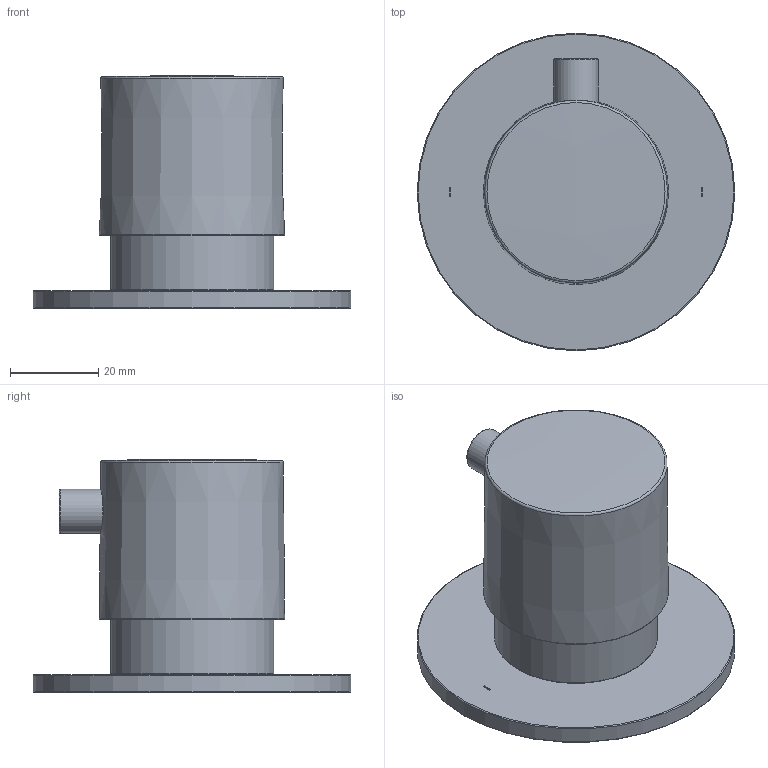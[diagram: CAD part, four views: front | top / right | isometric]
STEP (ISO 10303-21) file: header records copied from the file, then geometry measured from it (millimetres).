
FILE_DESCRIPTION(/* description */ ('Unknown'),/* implementation_level */ '2;1');
FILE_NAME(/* name */ 'CB7080',/* time_stamp */ '2020-03-20T17:21:07+01:00',/* author */ ('Unknown'),/* organization */ ('Unknown'),/* preprocessor_version */ 'ST-DEVELOPER v16.7',/* originating_system */ 'DEX',/* authorisation */ $);
FILE_SCHEMA (('AUTOMOTIVE_DESIGN {1 0 10303 214 3 1 1}'));
Length unit declared in the file: millimetre
Products named in the file (8): CB7080EXT; 073.021.01.10M.70C_17; 073.021.01.10M.70C_18; 073.021.01.10M.70C_19; 073.021.01.10M.70C_20; 073.021.01.10M.70C_21; 073.021.01.10M.70C_22; 073.021.01.10M.70C_23
Assembly tree (7 placements, depth 2):
  CB7080EXT
    073.021.01.10M.70C_17
    073.021.01.10M.70C_18
    073.021.01.10M.70C_19
    073.021.01.10M.70C_20
    073.021.01.10M.70C_21
    073.021.01.10M.70C_22
    073.021.01.10M.70C_23
Bounding box: 72 x 72 x 52.78 mm (x, y, z)
Volume: 34510.4 mm3; surface area: 29479.9 mm2
Topology: 7 solids, 7 shells, 180 faces, 397 edges, 243 vertices
Faces by surface type: cone 62, cylinder 51, plane 47, torus 11, bspline 6, sphere 3
Full cylindrical faces by diameter (mm): 3 x2, 3.5 x2, 4.134 x1, 4.5 x1, 5 x20, 5.2 x1, 10 x1, 15.2 x1, 25.5 x1, 31 x2, 32 x1, 35 x1, 37 x1, 57 x1, 67 x1, 72 x1
Entity records: 4724 total; most frequent: CARTESIAN_POINT 1012, DIRECTION 740, ORIENTED_EDGE 496, AXIS2_PLACEMENT_3D 333, FACE_BOUND 315, EDGE_LOOP 311, EDGE_CURVE 248, VERTEX_POINT 211
